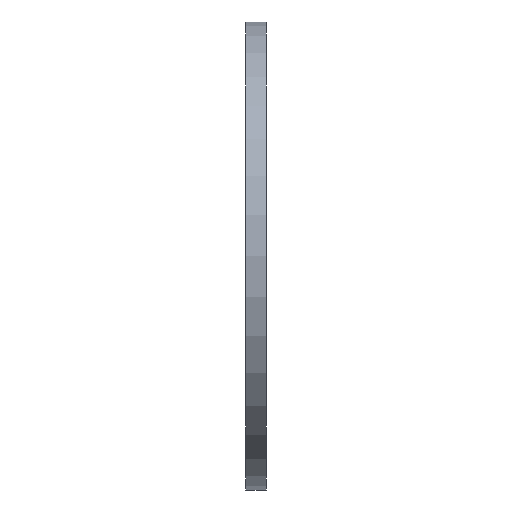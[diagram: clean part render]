
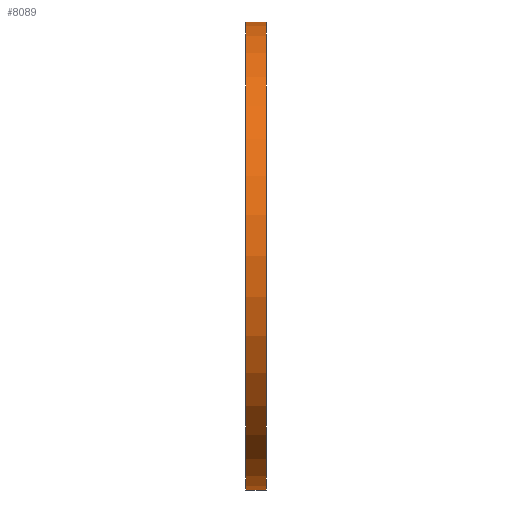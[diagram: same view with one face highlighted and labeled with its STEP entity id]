
A CAD part, left-side view. The second image highlights one B-rep face of the part: STEP entity #8089.
In plain terms, the highlighted cylindrical face has radius 70 mm (diameter 140 mm), a partial arc.
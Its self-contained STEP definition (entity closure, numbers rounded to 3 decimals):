
#325 = AXIS2_PLACEMENT_3D ( 'NONE', #1869, #5961, #6883 ) ;
#498 = CARTESIAN_POINT ( 'NONE',  ( 0., 6., 0. ) ) ;
#765 = LINE ( 'NONE', #12148, #6759 ) ;
#1374 = EDGE_CURVE ( 'NONE', #12442, #10532, #6328, .T. ) ;
#1512 = EDGE_CURVE ( 'NONE', #7385, #10532, #3921, .T. ) ;
#1869 = CARTESIAN_POINT ( 'NONE',  ( 0., 6., 0. ) ) ;
#2118 = DIRECTION ( 'NONE',  ( 0., -1., 0. ) ) ;
#2547 = CARTESIAN_POINT ( 'NONE',  ( 0., 6., 70. ) ) ;
#3193 = EDGE_CURVE ( 'NONE', #7176, #12442, #765, .T. ) ;
#3229 = EDGE_LOOP ( 'NONE', ( #5138, #8184, #4708, #9323 ) ) ;
#3615 = VECTOR ( 'NONE', #7478, 1000. ) ;
#3805 = CIRCLE ( 'NONE', #325, 70. ) ;
#3889 = AXIS2_PLACEMENT_3D ( 'NONE', #5183, #4166, #10234 ) ;
#3921 = LINE ( 'NONE', #2547, #3615 ) ;
#4166 = DIRECTION ( 'NONE',  ( 0., 1., 0. ) ) ;
#4563 = CARTESIAN_POINT ( 'NONE',  ( 0., 6., 70. ) ) ;
#4708 = ORIENTED_EDGE ( 'NONE', *, *, #3193, .T. ) ;
#5138 = ORIENTED_EDGE ( 'NONE', *, *, #1512, .F. ) ;
#5183 = CARTESIAN_POINT ( 'NONE',  ( 0., 0., 0. ) ) ;
#5475 = DIRECTION ( 'NONE',  ( 0., -1., 0. ) ) ;
#5961 = DIRECTION ( 'NONE',  ( 0., 1., 0. ) ) ;
#6055 = AXIS2_PLACEMENT_3D ( 'NONE', #498, #5475, #6957 ) ;
#6328 = CIRCLE ( 'NONE', #3889, 70. ) ;
#6759 = VECTOR ( 'NONE', #2118, 1000. ) ;
#6883 = DIRECTION ( 'NONE',  ( 0., 0., 1. ) ) ;
#6957 = DIRECTION ( 'NONE',  ( 0., 0., -1. ) ) ;
#7176 = VERTEX_POINT ( 'NONE', #12709 ) ;
#7385 = VERTEX_POINT ( 'NONE', #4563 ) ;
#7478 = DIRECTION ( 'NONE',  ( 0., -1., 0. ) ) ;
#8089 = ADVANCED_FACE ( 'NONE', ( #9656 ), #11086, .T. ) ;
#8184 = ORIENTED_EDGE ( 'NONE', *, *, #9684, .F. ) ;
#9323 = ORIENTED_EDGE ( 'NONE', *, *, #1374, .T. ) ;
#9656 = FACE_OUTER_BOUND ( 'NONE', #3229, .T. ) ;
#9684 = EDGE_CURVE ( 'NONE', #7176, #7385, #3805, .T. ) ;
#10234 = DIRECTION ( 'NONE',  ( 0., 0., 1. ) ) ;
#10280 = CARTESIAN_POINT ( 'NONE',  ( 0., 0., -70. ) ) ;
#10532 = VERTEX_POINT ( 'NONE', #12246 ) ;
#11086 = CYLINDRICAL_SURFACE ( 'NONE', #6055, 70. ) ;
#12148 = CARTESIAN_POINT ( 'NONE',  ( 0., 6., -70. ) ) ;
#12246 = CARTESIAN_POINT ( 'NONE',  ( 0., 0., 70. ) ) ;
#12442 = VERTEX_POINT ( 'NONE', #10280 ) ;
#12709 = CARTESIAN_POINT ( 'NONE',  ( 0., 6., -70. ) ) ;
